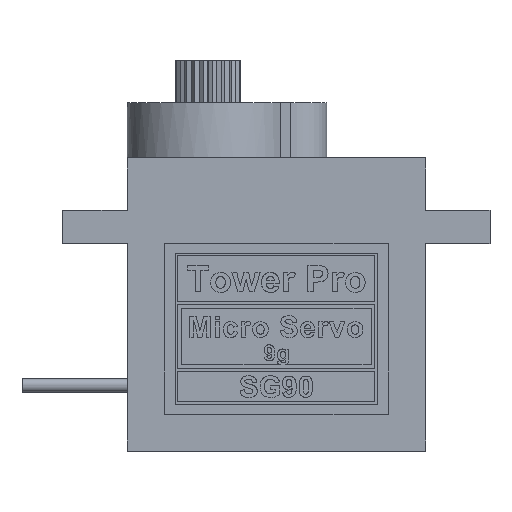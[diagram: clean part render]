
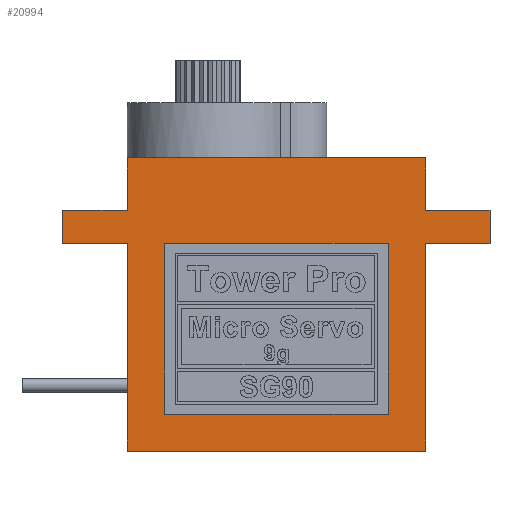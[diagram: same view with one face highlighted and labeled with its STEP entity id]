
A CAD part, top view. The second image highlights one B-rep face of the part: STEP entity #20994.
In plain terms, the highlighted planar face has unit normal (0, 0, 1).
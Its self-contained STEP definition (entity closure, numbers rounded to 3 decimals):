
#2180=PLANE('',#22244);
#2690=FACE_OUTER_BOUND('',#3892,.T.);
#3892=EDGE_LOOP('',(#14612,#14613,#14614,#14615,#14616,#14617,#14618,#14619,
#14620,#14621,#14622,#14623,#14624));
#5157=LINE('',#26018,#7010);
#5165=LINE('',#26033,#7018);
#5168=LINE('',#26038,#7021);
#5169=LINE('',#26041,#7022);
#5175=LINE('',#26052,#7028);
#5203=LINE('',#26119,#7056);
#5207=LINE('',#26126,#7060);
#5210=LINE('',#26132,#7063);
#5212=LINE('',#26136,#7065);
#5217=LINE('',#26145,#7070);
#5227=LINE('',#26184,#7080);
#5229=LINE('',#26188,#7082);
#5236=LINE('',#26221,#7089);
#7010=VECTOR('',#22868,10.);
#7018=VECTOR('',#22880,10.);
#7021=VECTOR('',#22885,10.);
#7022=VECTOR('',#22888,10.);
#7028=VECTOR('',#22896,10.);
#7056=VECTOR('',#22954,10.);
#7060=VECTOR('',#22960,10.);
#7063=VECTOR('',#22965,10.);
#7065=VECTOR('',#22969,10.);
#7070=VECTOR('',#22976,10.);
#7080=VECTOR('',#23020,10.);
#7082=VECTOR('',#23026,10.);
#7089=VECTOR('',#23069,10.);
#8956=VERTEX_POINT('',#26015);
#8957=VERTEX_POINT('',#26017);
#8961=VERTEX_POINT('',#26030);
#8962=VERTEX_POINT('',#26032);
#8964=VERTEX_POINT('',#26040);
#8968=VERTEX_POINT('',#26050);
#8991=VERTEX_POINT('',#26116);
#8992=VERTEX_POINT('',#26118);
#8994=VERTEX_POINT('',#26124);
#8996=VERTEX_POINT('',#26131);
#8997=VERTEX_POINT('',#26135);
#9000=VERTEX_POINT('',#26143);
#9009=VERTEX_POINT('',#26167);
#11139=EDGE_CURVE('',#8956,#8957,#5157,.T.);
#11147=EDGE_CURVE('',#8962,#8961,#5165,.T.);
#11150=EDGE_CURVE('',#8961,#8957,#5168,.T.);
#11151=EDGE_CURVE('',#8962,#8964,#5169,.T.);
#11157=EDGE_CURVE('',#8968,#8956,#5175,.T.);
#11189=EDGE_CURVE('',#8991,#8992,#5203,.T.);
#11193=EDGE_CURVE('',#8994,#8991,#5207,.T.);
#11196=EDGE_CURVE('',#8996,#8992,#5210,.T.);
#11198=EDGE_CURVE('',#8997,#8996,#5212,.T.);
#11203=EDGE_CURVE('',#8994,#9000,#5217,.T.);
#11222=EDGE_CURVE('',#8964,#9009,#5227,.T.);
#11224=EDGE_CURVE('',#9009,#9000,#5229,.T.);
#11239=EDGE_CURVE('',#8968,#8997,#5236,.T.);
#14612=ORIENTED_EDGE('',*,*,#11239,.T.);
#14613=ORIENTED_EDGE('',*,*,#11198,.T.);
#14614=ORIENTED_EDGE('',*,*,#11196,.T.);
#14615=ORIENTED_EDGE('',*,*,#11189,.F.);
#14616=ORIENTED_EDGE('',*,*,#11193,.F.);
#14617=ORIENTED_EDGE('',*,*,#11203,.T.);
#14618=ORIENTED_EDGE('',*,*,#11224,.F.);
#14619=ORIENTED_EDGE('',*,*,#11222,.F.);
#14620=ORIENTED_EDGE('',*,*,#11151,.F.);
#14621=ORIENTED_EDGE('',*,*,#11147,.T.);
#14622=ORIENTED_EDGE('',*,*,#11150,.T.);
#14623=ORIENTED_EDGE('',*,*,#11139,.F.);
#14624=ORIENTED_EDGE('',*,*,#11157,.F.);
#20994=ADVANCED_FACE('',(#2690),#2180,.T.);
#22244=AXIS2_PLACEMENT_3D('',#26220,#23067,#23068);
#22868=DIRECTION('',(-1.,0.,0.));
#22880=DIRECTION('',(-1.,0.,0.));
#22885=DIRECTION('',(0.,-1.,0.));
#22888=DIRECTION('',(0.,1.,0.));
#22896=DIRECTION('',(0.,1.,0.));
#22954=DIRECTION('',(0.,-1.,0.));
#22960=DIRECTION('',(1.,0.,0.));
#22965=DIRECTION('',(1.,0.,0.));
#22969=DIRECTION('',(0.,1.,0.));
#22976=DIRECTION('',(0.,1.,0.));
#23020=DIRECTION('',(1.,0.,0.));
#23026=DIRECTION('',(1.,0.,0.));
#23067=DIRECTION('center_axis',(0.,0.,1.));
#23068=DIRECTION('ref_axis',(1.,0.,0.));
#23069=DIRECTION('',(1.,0.,0.));
#26015=CARTESIAN_POINT('',(0.,15.8,0.));
#26017=CARTESIAN_POINT('',(-4.9,15.8,0.));
#26018=CARTESIAN_POINT('',(0.,15.8,0.));
#26030=CARTESIAN_POINT('',(-4.9,18.3,0.));
#26032=CARTESIAN_POINT('',(0.,18.3,0.));
#26033=CARTESIAN_POINT('',(0.,18.3,0.));
#26038=CARTESIAN_POINT('',(-4.9,15.8,0.));
#26040=CARTESIAN_POINT('',(0.,22.3,0.));
#26041=CARTESIAN_POINT('',(0.,0.,0.));
#26050=CARTESIAN_POINT('',(0.,0.,0.));
#26052=CARTESIAN_POINT('',(0.,0.,0.));
#26116=CARTESIAN_POINT('',(27.6,18.3,0.));
#26118=CARTESIAN_POINT('',(27.6,15.8,0.));
#26119=CARTESIAN_POINT('',(27.6,15.8,0.));
#26124=CARTESIAN_POINT('',(22.7,18.3,0.));
#26126=CARTESIAN_POINT('',(22.7,18.3,0.));
#26131=CARTESIAN_POINT('',(22.7,15.8,0.));
#26132=CARTESIAN_POINT('',(22.7,15.8,0.));
#26135=CARTESIAN_POINT('',(22.7,0.,0.));
#26136=CARTESIAN_POINT('',(22.7,0.,0.));
#26143=CARTESIAN_POINT('',(22.7,22.3,0.));
#26145=CARTESIAN_POINT('',(22.7,0.,0.));
#26167=CARTESIAN_POINT('',(6.15,22.3,0.));
#26184=CARTESIAN_POINT('',(0.,22.3,0.));
#26188=CARTESIAN_POINT('',(0.,22.3,0.));
#26220=CARTESIAN_POINT('Origin',(0.,0.,0.));
#26221=CARTESIAN_POINT('',(0.,0.,0.));
